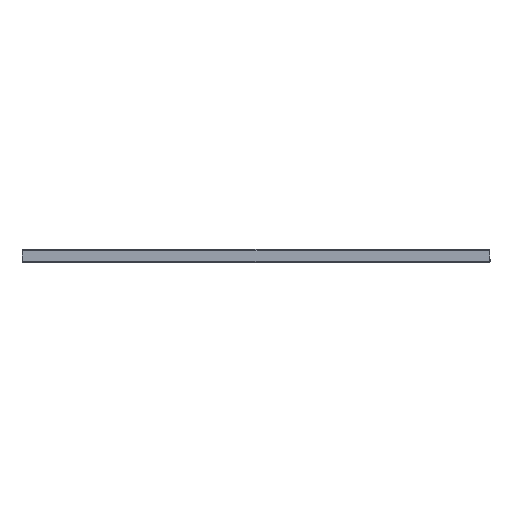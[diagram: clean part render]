
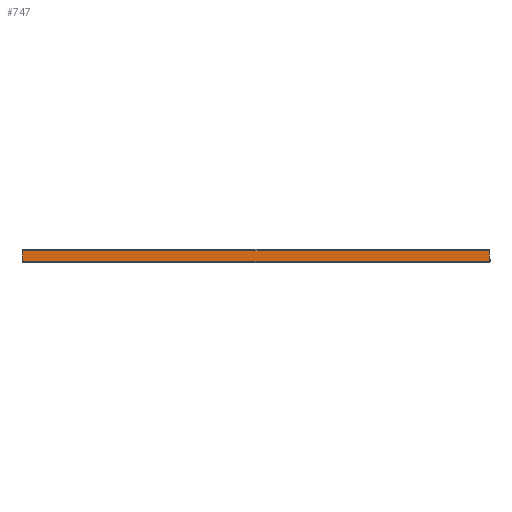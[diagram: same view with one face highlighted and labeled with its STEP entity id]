
A CAD part, left-side view. The second image highlights one B-rep face of the part: STEP entity #747.
In plain terms, the highlighted planar face has unit normal (-1, 0, 0).
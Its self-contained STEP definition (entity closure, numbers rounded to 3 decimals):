
#209 = CARTESIAN_POINT ( 'NONE',  ( 0., 1.707, 14.5 ) ) ;
#220 = VECTOR ( 'NONE', #1012, 1000. ) ;
#335 = EDGE_CURVE ( 'NONE', #2305, #3089, #1815, .T. ) ;
#684 = CARTESIAN_POINT ( 'NONE',  ( 0., 597.859, 1. ) ) ;
#747 = ADVANCED_FACE ( 'NONE', ( #3248 ), #1892, .F. ) ;
#934 = DIRECTION ( 'NONE',  ( 0., 0., -1. ) ) ;
#951 = DIRECTION ( 'NONE',  ( 0., 1., 0. ) ) ;
#957 = VECTOR ( 'NONE', #2900, 1000. ) ;
#975 = DIRECTION ( 'NONE',  ( 1., 0., 0. ) ) ;
#1012 = DIRECTION ( 'NONE',  ( 0., 0., 1. ) ) ;
#1115 = EDGE_CURVE ( 'NONE', #3078, #2305, #3520, .T. ) ;
#1262 = LINE ( 'NONE', #2586, #2067 ) ;
#1280 = CARTESIAN_POINT ( 'NONE',  ( 0., 1.141, 1. ) ) ;
#1304 = CARTESIAN_POINT ( 'NONE',  ( 0., 1.141, 1. ) ) ;
#1538 = EDGE_CURVE ( 'NONE', #1680, #3089, #2231, .T. ) ;
#1543 = DIRECTION ( 'NONE',  ( 0., 1., 0. ) ) ;
#1680 = VERTEX_POINT ( 'NONE', #3181 ) ;
#1815 = LINE ( 'NONE', #209, #2137 ) ;
#1892 = PLANE ( 'NONE',  #3027 ) ;
#1926 = ORIENTED_EDGE ( 'NONE', *, *, #335, .T. ) ;
#2067 = VECTOR ( 'NONE', #951, 1000. ) ;
#2137 = VECTOR ( 'NONE', #1543, 1000. ) ;
#2159 = ORIENTED_EDGE ( 'NONE', *, *, #1115, .T. ) ;
#2231 = LINE ( 'NONE', #684, #957 ) ;
#2305 = VERTEX_POINT ( 'NONE', #3575 ) ;
#2567 = CARTESIAN_POINT ( 'NONE',  ( 0., 0., 0. ) ) ;
#2586 = CARTESIAN_POINT ( 'NONE',  ( 0., 599., 1. ) ) ;
#2900 = DIRECTION ( 'NONE',  ( 0., 0., 1. ) ) ;
#3027 = AXIS2_PLACEMENT_3D ( 'NONE', #2567, #975, #934 ) ;
#3071 = ORIENTED_EDGE ( 'NONE', *, *, #1538, .F. ) ;
#3078 = VERTEX_POINT ( 'NONE', #1304 ) ;
#3089 = VERTEX_POINT ( 'NONE', #3951 ) ;
#3181 = CARTESIAN_POINT ( 'NONE',  ( 0., 597.859, 1. ) ) ;
#3248 = FACE_OUTER_BOUND ( 'NONE', #3987, .T. ) ;
#3278 = EDGE_CURVE ( 'NONE', #3078, #1680, #1262, .T. ) ;
#3520 = LINE ( 'NONE', #1280, #220 ) ;
#3575 = CARTESIAN_POINT ( 'NONE',  ( 0., 1.141, 14.5 ) ) ;
#3951 = CARTESIAN_POINT ( 'NONE',  ( 0., 597.859, 14.5 ) ) ;
#3987 = EDGE_LOOP ( 'NONE', ( #1926, #3071, #4097, #2159 ) ) ;
#4097 = ORIENTED_EDGE ( 'NONE', *, *, #3278, .F. ) ;
